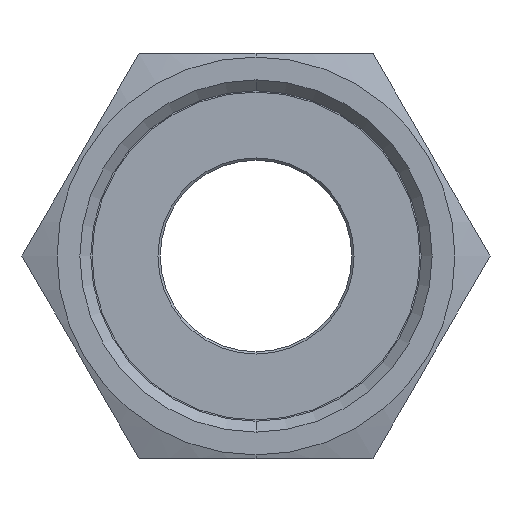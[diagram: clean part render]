
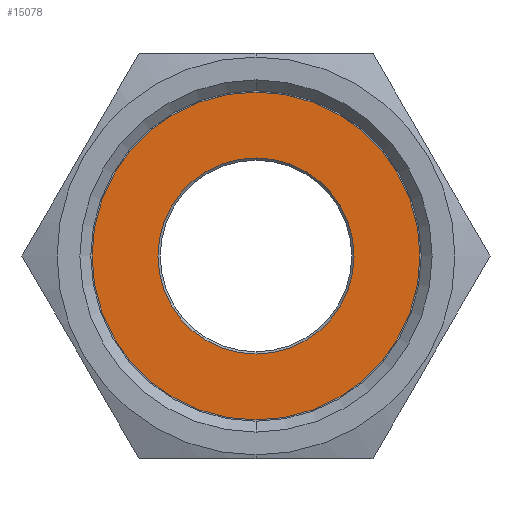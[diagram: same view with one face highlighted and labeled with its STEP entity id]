
A CAD part, left-side view. The second image highlights one B-rep face of the part: STEP entity #15078.
In plain terms, the highlighted planar face has unit normal (-1, 0, 0).
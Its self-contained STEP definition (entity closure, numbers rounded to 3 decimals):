
#73 = DIRECTION ( 'NONE',  ( 1., 0., 0. ) ) ;
#740 = AXIS2_PLACEMENT_3D ( 'NONE', #3768, #73, #1424 ) ;
#924 = VERTEX_POINT ( 'NONE', #2772 ) ;
#1424 = DIRECTION ( 'NONE',  ( 0., 0., -1. ) ) ;
#1862 = CARTESIAN_POINT ( 'NONE',  ( -62., 0., 0. ) ) ;
#2695 = AXIS2_PLACEMENT_3D ( 'NONE', #4987, #7374, #4878 ) ;
#2772 = CARTESIAN_POINT ( 'NONE',  ( -62., 0., -13.3 ) ) ;
#3086 = CARTESIAN_POINT ( 'NONE',  ( -62., 0., 22.25 ) ) ;
#3106 = DIRECTION ( 'NONE',  ( 1., 0., 0. ) ) ;
#3110 = ORIENTED_EDGE ( 'NONE', *, *, #5979, .F. ) ;
#3270 = ORIENTED_EDGE ( 'NONE', *, *, #12426, .T. ) ;
#3768 = CARTESIAN_POINT ( 'NONE',  ( -62., 0., 0. ) ) ;
#3813 = ORIENTED_EDGE ( 'NONE', *, *, #14123, .T. ) ;
#4765 = CARTESIAN_POINT ( 'NONE',  ( -62., 0., 13.3 ) ) ;
#4819 = PLANE ( 'NONE',  #14254 ) ;
#4878 = DIRECTION ( 'NONE',  ( 0., 0., 1. ) ) ;
#4987 = CARTESIAN_POINT ( 'NONE',  ( -62., 0., 0. ) ) ;
#5420 = AXIS2_PLACEMENT_3D ( 'NONE', #1862, #3106, #11779 ) ;
#5854 = FACE_BOUND ( 'NONE', #12707, .T. ) ;
#5979 = EDGE_CURVE ( 'NONE', #10291, #15095, #13285, .T. ) ;
#6808 = DIRECTION ( 'NONE',  ( 0., 0., 1. ) ) ;
#7344 = ORIENTED_EDGE ( 'NONE', *, *, #8773, .F. ) ;
#7374 = DIRECTION ( 'NONE',  ( 1., 0., 0. ) ) ;
#8670 = AXIS2_PLACEMENT_3D ( 'NONE', #10427, #11710, #6808 ) ;
#8773 = EDGE_CURVE ( 'NONE', #15095, #10291, #14529, .T. ) ;
#9588 = CIRCLE ( 'NONE', #2695, 13.3 ) ;
#10291 = VERTEX_POINT ( 'NONE', #3086 ) ;
#10427 = CARTESIAN_POINT ( 'NONE',  ( -62., 0., 0. ) ) ;
#11100 = CARTESIAN_POINT ( 'NONE',  ( -62., 22.25, 0. ) ) ;
#11249 = VERTEX_POINT ( 'NONE', #4765 ) ;
#11477 = FACE_OUTER_BOUND ( 'NONE', #13247, .T. ) ;
#11710 = DIRECTION ( 'NONE',  ( 1., 0., 0. ) ) ;
#11779 = DIRECTION ( 'NONE',  ( 0., 0., -1. ) ) ;
#12350 = CARTESIAN_POINT ( 'NONE',  ( -62., 0., -22.25 ) ) ;
#12426 = EDGE_CURVE ( 'NONE', #924, #11249, #9588, .T. ) ;
#12697 = CIRCLE ( 'NONE', #8670, 13.3 ) ;
#12707 = EDGE_LOOP ( 'NONE', ( #3813, #3270 ) ) ;
#13247 = EDGE_LOOP ( 'NONE', ( #7344, #3110 ) ) ;
#13285 = CIRCLE ( 'NONE', #5420, 22.25 ) ;
#13662 = DIRECTION ( 'NONE',  ( -1., 0., 0. ) ) ;
#14123 = EDGE_CURVE ( 'NONE', #11249, #924, #12697, .T. ) ;
#14254 = AXIS2_PLACEMENT_3D ( 'NONE', #11100, #13662, #15988 ) ;
#14529 = CIRCLE ( 'NONE', #740, 22.25 ) ;
#15078 = ADVANCED_FACE ( 'NONE', ( #5854, #11477 ), #4819, .T. ) ;
#15095 = VERTEX_POINT ( 'NONE', #12350 ) ;
#15988 = DIRECTION ( 'NONE',  ( 0., 0., 1. ) ) ;
